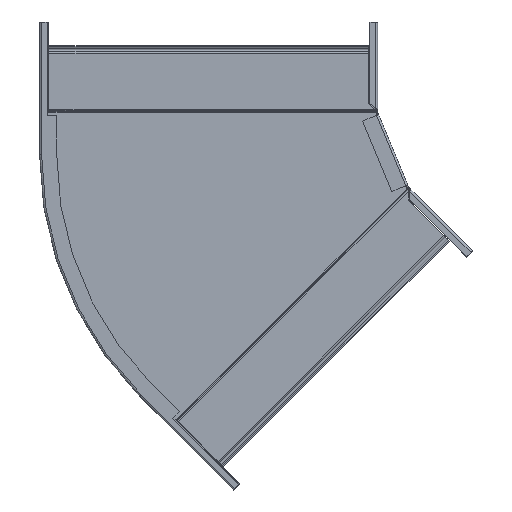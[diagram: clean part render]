
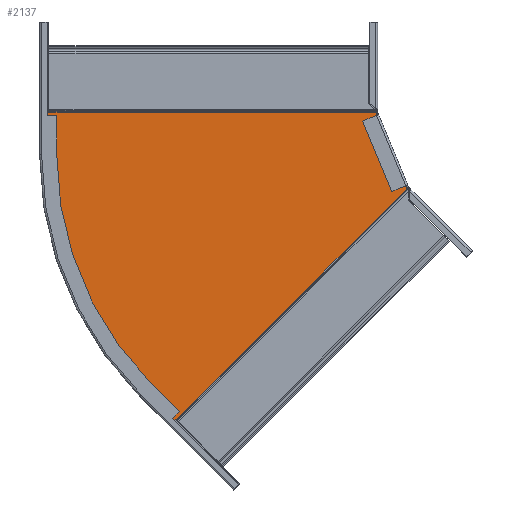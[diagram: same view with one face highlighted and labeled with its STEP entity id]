
A CAD part, front view. The second image highlights one B-rep face of the part: STEP entity #2137.
In plain terms, the highlighted planar face has unit normal (0, -1, 0).
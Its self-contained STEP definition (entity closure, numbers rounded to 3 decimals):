
#58 = DIRECTION ( 'NONE',  ( 0., 0., -1. ) ) ;
#194 = LINE ( 'NONE', #4081, #4862 ) ;
#201 = DIRECTION ( 'NONE',  ( -0.707, 0., 0.707 ) ) ;
#206 = LINE ( 'NONE', #554, #3496 ) ;
#212 = EDGE_CURVE ( 'NONE', #3069, #1404, #241, .T. ) ;
#232 = CARTESIAN_POINT ( 'NONE',  ( -306.139, -0.75, 32.928 ) ) ;
#236 = CARTESIAN_POINT ( 'NONE',  ( -193.19, -0.75, -239.756 ) ) ;
#241 = LINE ( 'NONE', #5357, #3439 ) ;
#247 = DIRECTION ( 'NONE',  ( 0., 0., -1. ) ) ;
#303 = VERTEX_POINT ( 'NONE', #5014 ) ;
#314 = EDGE_CURVE ( 'NONE', #2032, #1008, #1220, .T. ) ;
#324 = EDGE_CURVE ( 'NONE', #2032, #3674, #1927, .T. ) ;
#384 = CARTESIAN_POINT ( 'NONE',  ( -13.639, -0.75, 33.603 ) ) ;
#395 = ORIENTED_EDGE ( 'NONE', *, *, #4331, .F. ) ;
#554 = CARTESIAN_POINT ( 'NONE',  ( -151.47, -0.75, -272.283 ) ) ;
#787 = EDGE_CURVE ( 'NONE', #5041, #3069, #3303, .T. ) ;
#790 = VERTEX_POINT ( 'NONE', #5290 ) ;
#800 = CARTESIAN_POINT ( 'NONE',  ( -8.802, -0.75, 21.249 ) ) ;
#879 = PLANE ( 'NONE',  #3761 ) ;
#892 = CARTESIAN_POINT ( 'NONE',  ( -13.639, -0.75, 32.928 ) ) ;
#945 = VECTOR ( 'NONE', #201, 1000. ) ;
#1008 = VERTEX_POINT ( 'NONE', #4679 ) ;
#1033 = CARTESIAN_POINT ( 'NONE',  ( 18.183, -0.75, -29.339 ) ) ;
#1082 = VECTOR ( 'NONE', #2056, 1000. ) ;
#1117 = EDGE_CURVE ( 'NONE', #3654, #303, #2633, .T. ) ;
#1150 = CARTESIAN_POINT ( 'NONE',  ( -306.139, -0.75, -3.268 ) ) ;
#1161 = DIRECTION ( 'NONE',  ( -1., 0., 0. ) ) ;
#1171 = EDGE_CURVE ( 'NONE', #1404, #4108, #5252, .T. ) ;
#1220 = LINE ( 'NONE', #2433, #1476 ) ;
#1233 = LINE ( 'NONE', #1150, #4767 ) ;
#1291 = FACE_OUTER_BOUND ( 'NONE', #1714, .T. ) ;
#1404 = VERTEX_POINT ( 'NONE', #4384 ) ;
#1414 = ORIENTED_EDGE ( 'NONE', *, *, #314, .T. ) ;
#1439 = CARTESIAN_POINT ( 'NONE',  ( 13.639, -0.75, -32.928 ) ) ;
#1476 = VECTOR ( 'NONE', #5464, 1000. ) ;
#1522 = CARTESIAN_POINT ( 'NONE',  ( 13.639, -0.75, -32.928 ) ) ;
#1714 = EDGE_LOOP ( 'NONE', ( #2198, #4344, #5492, #1822, #3550, #4803, #1414, #5177, #4359, #2360, #4600, #395 ) ) ;
#1799 = EDGE_CURVE ( 'NONE', #3654, #4165, #4428, .T. ) ;
#1822 = ORIENTED_EDGE ( 'NONE', *, *, #1171, .T. ) ;
#1903 = EDGE_CURVE ( 'NONE', #3674, #4108, #1233, .T. ) ;
#1927 = CIRCLE ( 'NONE', #2820, 298.25 ) ;
#1987 = DIRECTION ( 'NONE',  ( -1., 0., 0. ) ) ;
#2032 = VERTEX_POINT ( 'NONE', #3803 ) ;
#2056 = DIRECTION ( 'NONE',  ( 0.383, 0., -0.924 ) ) ;
#2137 = ADVANCED_FACE ( 'NONE', ( #1291 ), #879, .T. ) ;
#2156 = VECTOR ( 'NONE', #3135, 1000. ) ;
#2158 = EDGE_CURVE ( 'NONE', #5041, #4077, #194, .T. ) ;
#2198 = ORIENTED_EDGE ( 'NONE', *, *, #2158, .F. ) ;
#2261 = DIRECTION ( 'NONE',  ( -0.707, 0., 0.707 ) ) ;
#2360 = ORIENTED_EDGE ( 'NONE', *, *, #1117, .F. ) ;
#2383 = VECTOR ( 'NONE', #3939, 1000. ) ;
#2433 = CARTESIAN_POINT ( 'NONE',  ( -218.784, -0.75, -214.162 ) ) ;
#2472 = VECTOR ( 'NONE', #1161, 1000. ) ;
#2633 = LINE ( 'NONE', #1033, #2383 ) ;
#2714 = LINE ( 'NONE', #236, #2156 ) ;
#2820 = AXIS2_PLACEMENT_3D ( 'NONE', #5522, #4645, #5409 ) ;
#3069 = VERTEX_POINT ( 'NONE', #4711 ) ;
#3135 = DIRECTION ( 'NONE',  ( -0.707, 0., -0.707 ) ) ;
#3296 = CARTESIAN_POINT ( 'NONE',  ( -306.139, -0.75, 32.928 ) ) ;
#3303 = LINE ( 'NONE', #4837, #4971 ) ;
#3439 = VECTOR ( 'NONE', #3648, 1000. ) ;
#3496 = VECTOR ( 'NONE', #2261, 1000. ) ;
#3550 = ORIENTED_EDGE ( 'NONE', *, *, #1903, .F. ) ;
#3648 = DIRECTION ( 'NONE',  ( 0., 0., -1. ) ) ;
#3654 = VERTEX_POINT ( 'NONE', #3909 ) ;
#3674 = VERTEX_POINT ( 'NONE', #5158 ) ;
#3761 = AXIS2_PLACEMENT_3D ( 'NONE', #3859, #3890, #58 ) ;
#3803 = CARTESIAN_POINT ( 'NONE',  ( -218.784, -0.75, -214.162 ) ) ;
#3811 = EDGE_CURVE ( 'NONE', #790, #1008, #2714, .T. ) ;
#3859 = CARTESIAN_POINT ( 'NONE',  ( -7.889, -0.75, -3.268 ) ) ;
#3890 = DIRECTION ( 'NONE',  ( 0., -1., 0. ) ) ;
#3909 = CARTESIAN_POINT ( 'NONE',  ( 14.117, -0.75, -33.405 ) ) ;
#3939 = DIRECTION ( 'NONE',  ( -0.707, 0., -0.707 ) ) ;
#4077 = VERTEX_POINT ( 'NONE', #892 ) ;
#4081 = CARTESIAN_POINT ( 'NONE',  ( -13.639, -0.75, 32.928 ) ) ;
#4108 = VERTEX_POINT ( 'NONE', #232 ) ;
#4165 = VERTEX_POINT ( 'NONE', #1522 ) ;
#4179 = EDGE_CURVE ( 'NONE', #303, #790, #206, .T. ) ;
#4331 = EDGE_CURVE ( 'NONE', #4077, #4165, #5508, .T. ) ;
#4344 = ORIENTED_EDGE ( 'NONE', *, *, #787, .T. ) ;
#4359 = ORIENTED_EDGE ( 'NONE', *, *, #4179, .F. ) ;
#4384 = CARTESIAN_POINT ( 'NONE',  ( -299.639, -0.75, 32.928 ) ) ;
#4428 = LINE ( 'NONE', #1439, #945 ) ;
#4600 = ORIENTED_EDGE ( 'NONE', *, *, #1799, .T. ) ;
#4645 = DIRECTION ( 'NONE',  ( 0., 1., 0. ) ) ;
#4679 = CARTESIAN_POINT ( 'NONE',  ( -193.19, -0.75, -239.756 ) ) ;
#4711 = CARTESIAN_POINT ( 'NONE',  ( -299.639, -0.75, 33.603 ) ) ;
#4767 = VECTOR ( 'NONE', #5477, 1000. ) ;
#4803 = ORIENTED_EDGE ( 'NONE', *, *, #324, .F. ) ;
#4837 = CARTESIAN_POINT ( 'NONE',  ( -7.889, -0.75, 33.603 ) ) ;
#4862 = VECTOR ( 'NONE', #247, 1000. ) ;
#4971 = VECTOR ( 'NONE', #1987, 1000. ) ;
#5014 = CARTESIAN_POINT ( 'NONE',  ( -188.116, -0.75, -235.638 ) ) ;
#5041 = VERTEX_POINT ( 'NONE', #384 ) ;
#5158 = CARTESIAN_POINT ( 'NONE',  ( -306.139, -0.75, -3.268 ) ) ;
#5177 = ORIENTED_EDGE ( 'NONE', *, *, #3811, .F. ) ;
#5252 = LINE ( 'NONE', #3296, #2472 ) ;
#5290 = CARTESIAN_POINT ( 'NONE',  ( -188.593, -0.75, -235.16 ) ) ;
#5357 = CARTESIAN_POINT ( 'NONE',  ( -299.639, -0.75, 85.428 ) ) ;
#5409 = DIRECTION ( 'NONE',  ( 0., 0., -1. ) ) ;
#5464 = DIRECTION ( 'NONE',  ( 0.707, 0., -0.707 ) ) ;
#5477 = DIRECTION ( 'NONE',  ( 0., 0., 1. ) ) ;
#5492 = ORIENTED_EDGE ( 'NONE', *, *, #212, .T. ) ;
#5508 = LINE ( 'NONE', #800, #1082 ) ;
#5522 = CARTESIAN_POINT ( 'NONE',  ( -7.889, -0.75, -3.268 ) ) ;
